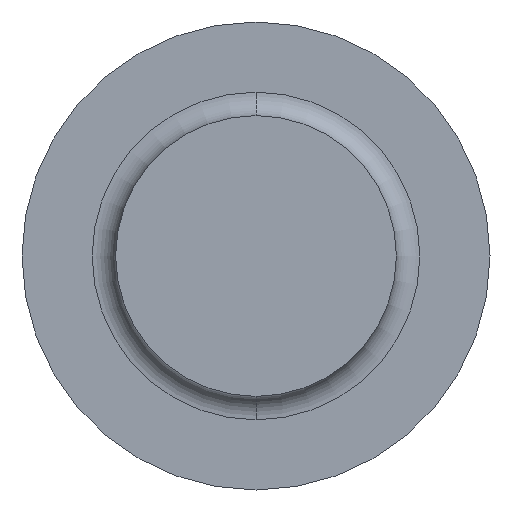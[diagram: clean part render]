
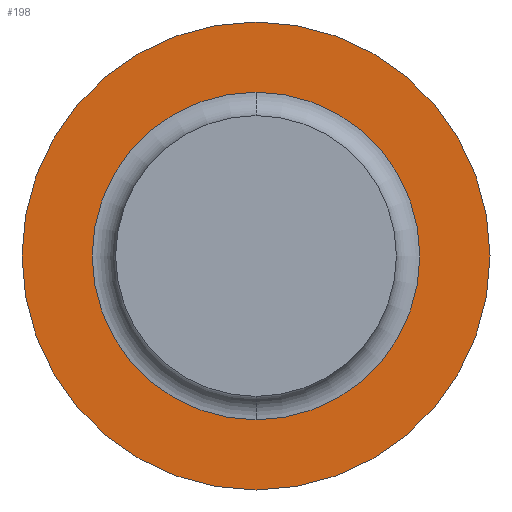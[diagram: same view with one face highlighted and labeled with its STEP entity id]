
A CAD part, front view. The second image highlights one B-rep face of the part: STEP entity #198.
In plain terms, the highlighted planar face has unit normal (0, -1, 0).
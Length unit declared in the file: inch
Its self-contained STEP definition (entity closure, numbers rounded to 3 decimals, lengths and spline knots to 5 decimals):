
#34 = FACE_OUTER_BOUND ( 'NONE', #318, .T. ) ;
#39 = PLANE ( 'NONE',  #653 ) ;
#54 = VERTEX_POINT ( 'NONE', #494 ) ;
#56 = EDGE_CURVE ( 'NONE', #54, #839, #728, .T. ) ;
#109 = AXIS2_PLACEMENT_3D ( 'NONE', #302, #225, #208 ) ;
#117 = DIRECTION ( 'NONE',  ( 0., -1., 0. ) ) ;
#168 = CIRCLE ( 'NONE', #438, 1.25 ) ;
#198 = ADVANCED_FACE ( 'NONE', ( #802, #34 ), #39, .T. ) ;
#200 = CIRCLE ( 'NONE', #399, 0.875 ) ;
#208 = DIRECTION ( 'NONE',  ( 0., 0., 1. ) ) ;
#225 = DIRECTION ( 'NONE',  ( 0., 1., 0. ) ) ;
#245 = ORIENTED_EDGE ( 'NONE', *, *, #56, .T. ) ;
#249 = CARTESIAN_POINT ( 'NONE',  ( 0., -0.1168, 0.875 ) ) ;
#279 = CARTESIAN_POINT ( 'NONE',  ( 0., -0.1168, 0. ) ) ;
#302 = CARTESIAN_POINT ( 'NONE',  ( 0., -0.1168, 0. ) ) ;
#318 = EDGE_LOOP ( 'NONE', ( #530, #507 ) ) ;
#399 = AXIS2_PLACEMENT_3D ( 'NONE', #905, #834, #526 ) ;
#400 = EDGE_LOOP ( 'NONE', ( #245, #789 ) ) ;
#405 = DIRECTION ( 'NONE',  ( 0., 1., 0. ) ) ;
#413 = CARTESIAN_POINT ( 'NONE',  ( 0., -0.1168, 1.25 ) ) ;
#426 = CARTESIAN_POINT ( 'NONE',  ( 0., -0.1168, 0. ) ) ;
#438 = AXIS2_PLACEMENT_3D ( 'NONE', #279, #923, #535 ) ;
#464 = AXIS2_PLACEMENT_3D ( 'NONE', #426, #405, #880 ) ;
#474 = VERTEX_POINT ( 'NONE', #413 ) ;
#494 = CARTESIAN_POINT ( 'NONE',  ( 0., -0.1168, -0.875 ) ) ;
#507 = ORIENTED_EDGE ( 'NONE', *, *, #757, .F. ) ;
#512 = CARTESIAN_POINT ( 'NONE',  ( 0., -0.1168, -1.25 ) ) ;
#526 = DIRECTION ( 'NONE',  ( 0., 0., -1. ) ) ;
#530 = ORIENTED_EDGE ( 'NONE', *, *, #625, .F. ) ;
#535 = DIRECTION ( 'NONE',  ( 0., 0., 1. ) ) ;
#546 = CIRCLE ( 'NONE', #109, 1.25 ) ;
#582 = CARTESIAN_POINT ( 'NONE',  ( -1.25, -0.1168, 0. ) ) ;
#603 = EDGE_CURVE ( 'NONE', #839, #54, #200, .T. ) ;
#607 = VERTEX_POINT ( 'NONE', #512 ) ;
#625 = EDGE_CURVE ( 'NONE', #474, #607, #168, .T. ) ;
#653 = AXIS2_PLACEMENT_3D ( 'NONE', #582, #117, #973 ) ;
#728 = CIRCLE ( 'NONE', #464, 0.875 ) ;
#757 = EDGE_CURVE ( 'NONE', #607, #474, #546, .T. ) ;
#789 = ORIENTED_EDGE ( 'NONE', *, *, #603, .T. ) ;
#802 = FACE_BOUND ( 'NONE', #400, .T. ) ;
#834 = DIRECTION ( 'NONE',  ( 0., 1., 0. ) ) ;
#839 = VERTEX_POINT ( 'NONE', #249 ) ;
#880 = DIRECTION ( 'NONE',  ( 0., 0., -1. ) ) ;
#905 = CARTESIAN_POINT ( 'NONE',  ( 0., -0.1168, 0. ) ) ;
#923 = DIRECTION ( 'NONE',  ( 0., 1., 0. ) ) ;
#973 = DIRECTION ( 'NONE',  ( 0., 0., -1. ) ) ;
